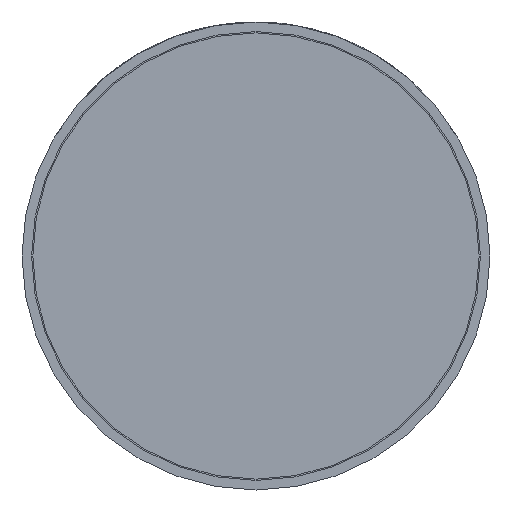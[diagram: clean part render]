
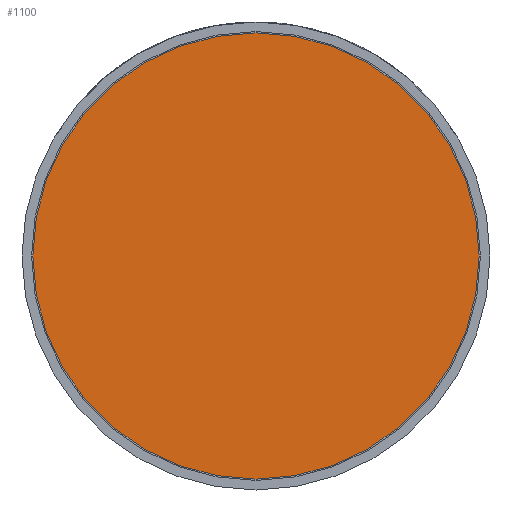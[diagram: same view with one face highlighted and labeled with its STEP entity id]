
A CAD part, front view. The second image highlights one B-rep face of the part: STEP entity #1100.
In plain terms, the highlighted planar face has unit normal (0, -1, 0).
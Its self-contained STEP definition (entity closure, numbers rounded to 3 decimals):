
#409 = EDGE_CURVE ( 'Defeature ausgef�hrt1_7+Defeature ausgef�hrt1_8+Defeature ausgef�hrt1_8+Defeature ausgef�hrt1_8', #2419, #1616, #3294, .T. ) ;
#413 = ORIENTED_EDGE ( 'NONE', *, *, #2866, .T. ) ;
#519 = PLANE ( 'NONE',  #822 ) ;
#540 = AXIS2_PLACEMENT_3D ( 'NONE', #928, #4015, #3522 ) ;
#714 = DIRECTION ( 'NONE',  ( 0., 0., -1. ) ) ;
#822 = AXIS2_PLACEMENT_3D ( 'NONE', #3145, #981, #3190 ) ;
#928 = CARTESIAN_POINT ( 'NONE',  ( 0., 0., 0. ) ) ;
#981 = DIRECTION ( 'NONE',  ( 0., -1., 0. ) ) ;
#1100 = ADVANCED_FACE ( 'Defeature ausgef�hrt1_7', ( #1689 ), #519, .T. ) ;
#1616 = VERTEX_POINT ( 'NONE', #3144 ) ;
#1689 = FACE_OUTER_BOUND ( 'NONE', #5210, .T. ) ;
#1771 = CARTESIAN_POINT ( 'NONE',  ( 0., 0., -1.74 ) ) ;
#2419 = VERTEX_POINT ( 'NONE', #1771 ) ;
#2533 = CARTESIAN_POINT ( 'NONE',  ( 0., 0., 0. ) ) ;
#2866 = EDGE_CURVE ( 'Defeature ausgef�hrt1_7+Defeature ausgef�hrt1_8+Defeature ausgef�hrt1_8+Defeature ausgef�hrt1_8', #1616, #2419, #4157, .T. ) ;
#3088 = ORIENTED_EDGE ( 'NONE', *, *, #409, .T. ) ;
#3144 = CARTESIAN_POINT ( 'NONE',  ( 0., 0., 1.74 ) ) ;
#3145 = CARTESIAN_POINT ( 'NONE',  ( 0., 0., 0. ) ) ;
#3190 = DIRECTION ( 'NONE',  ( 0., 0., -1. ) ) ;
#3294 = CIRCLE ( 'NONE', #3324, 1.74 ) ;
#3324 = AXIS2_PLACEMENT_3D ( 'NONE', #2533, #5560, #714 ) ;
#3522 = DIRECTION ( 'NONE',  ( 0., 0., -1. ) ) ;
#4015 = DIRECTION ( 'NONE',  ( 0., -1., 0. ) ) ;
#4157 = CIRCLE ( 'NONE', #540, 1.74 ) ;
#5210 = EDGE_LOOP ( 'NONE', ( #3088, #413 ) ) ;
#5560 = DIRECTION ( 'NONE',  ( 0., -1., 0. ) ) ;
